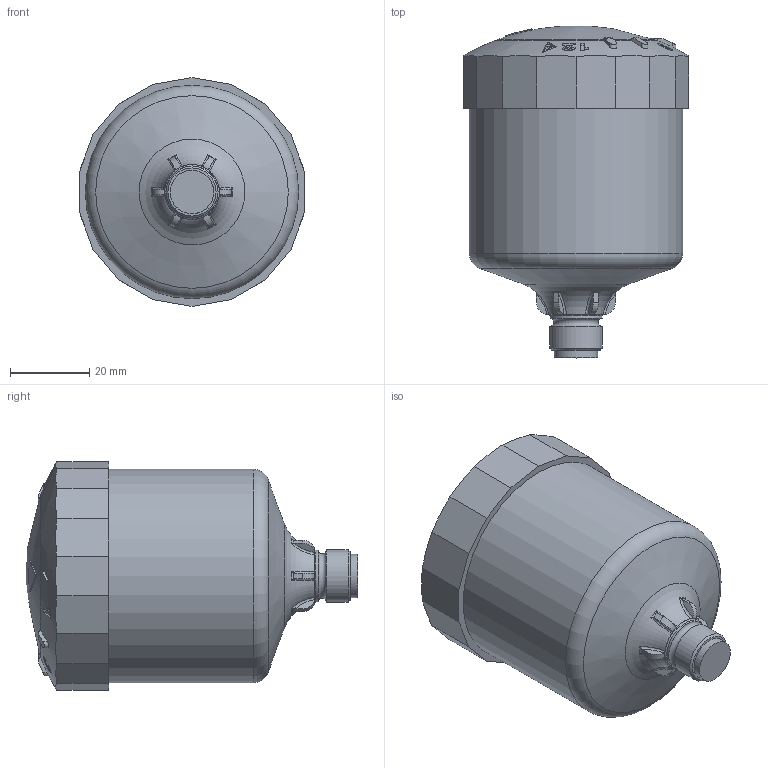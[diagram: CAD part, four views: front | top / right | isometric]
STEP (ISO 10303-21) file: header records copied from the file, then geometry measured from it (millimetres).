
FILE_DESCRIPTION((''),'2;1');
FILE_NAME('perma FLEX 60.stp','2013-02-11T11:17:34',('002180'),(''),'Autodesk Inventor 2013','Autodesk Inventor 2013','');
FILE_SCHEMA(('AUTOMOTIVE_DESIGN { 1 0 10303 214 1 1 1 1 }'));
Length unit declared in the file: millimetre
Products named in the file (1): Bauteil1
Bounding box: 57 x 83.98 x 57.88 mm (x, y, z)
Volume: 144587.3 mm3; surface area: 15399.2 mm2
Topology: 1 solids, 2 shells, 255 faces, 694 edges, 460 vertices
Faces by surface type: plane 103, bspline 69, cylinder 32, sphere 23, cone 17, torus 11
Full cylindrical faces by diameter (mm): 11 x1, 13.157 x2, 40.1 x1, 54 x1
Entity records: 10586 total; most frequent: CARTESIAN_POINT 4471, ORIENTED_EDGE 1352, DIRECTION 994, EDGE_CURVE 676, VERTEX_POINT 454, AXIS2_PLACEMENT_3D 398, EDGE_LOOP 284, B_SPLINE_CURVE_WITH_KNOTS 258
